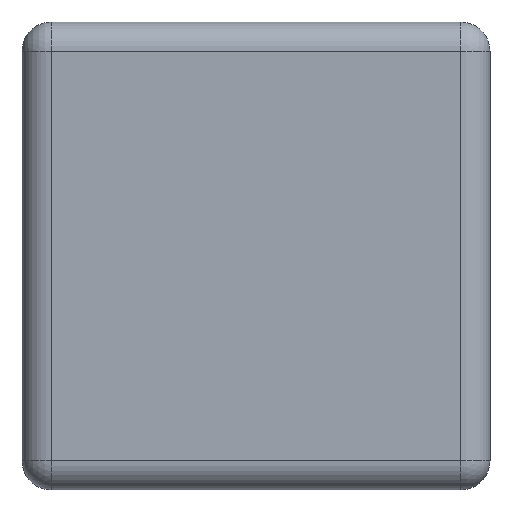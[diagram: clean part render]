
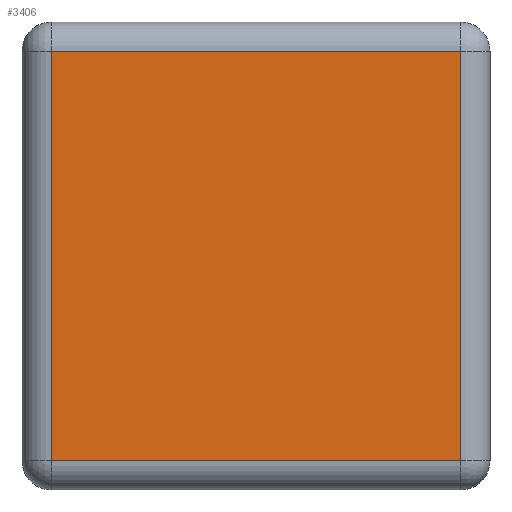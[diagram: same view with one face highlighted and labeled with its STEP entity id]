
A CAD part, left-side view. The second image highlights one B-rep face of the part: STEP entity #3406.
In plain terms, the highlighted planar face has unit normal (-1, 0, 0).
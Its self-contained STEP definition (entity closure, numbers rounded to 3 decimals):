
#55 = VERTEX_POINT ( 'NONE', #3285 ) ;
#243 = LINE ( 'NONE', #4562, #3613 ) ;
#703 = VERTEX_POINT ( 'NONE', #926 ) ;
#926 = CARTESIAN_POINT ( 'NONE',  ( -0.8, -0.35, 0.05 ) ) ;
#965 = EDGE_CURVE ( 'NONE', #55, #4457, #5053, .T. ) ;
#1004 = LINE ( 'NONE', #4339, #3346 ) ;
#1031 = ORIENTED_EDGE ( 'NONE', *, *, #965, .T. ) ;
#1105 = CARTESIAN_POINT ( 'NONE',  ( -0.8, 0.35, 0.75 ) ) ;
#1122 = VECTOR ( 'NONE', #1194, 1000. ) ;
#1194 = DIRECTION ( 'NONE',  ( 0., -1., 0. ) ) ;
#1484 = CARTESIAN_POINT ( 'NONE',  ( -0.8, -0.4, 0.8 ) ) ;
#1966 = CARTESIAN_POINT ( 'NONE',  ( -0.8, 0.4, 0.75 ) ) ;
#2079 = DIRECTION ( 'NONE',  ( 0., 0., 1. ) ) ;
#2200 = DIRECTION ( 'NONE',  ( 0., 0., -1. ) ) ;
#2247 = CARTESIAN_POINT ( 'NONE',  ( -0.8, 0.35, 0.05 ) ) ;
#2324 = ORIENTED_EDGE ( 'NONE', *, *, #3283, .T. ) ;
#2479 = LINE ( 'NONE', #2844, #1122 ) ;
#2662 = EDGE_CURVE ( 'NONE', #3901, #703, #2479, .T. ) ;
#2803 = DIRECTION ( 'NONE',  ( 0., 1., 0. ) ) ;
#2813 = PLANE ( 'NONE',  #5424 ) ;
#2844 = CARTESIAN_POINT ( 'NONE',  ( -0.8, -0.4, 0.05 ) ) ;
#3190 = FACE_OUTER_BOUND ( 'NONE', #4310, .T. ) ;
#3283 = EDGE_CURVE ( 'NONE', #4457, #3901, #1004, .T. ) ;
#3285 = CARTESIAN_POINT ( 'NONE',  ( -0.8, -0.35, 0.75 ) ) ;
#3346 = VECTOR ( 'NONE', #2200, 1000. ) ;
#3406 = ADVANCED_FACE ( 'NONE', ( #3190 ), #2813, .F. ) ;
#3613 = VECTOR ( 'NONE', #2079, 1000. ) ;
#3660 = EDGE_CURVE ( 'NONE', #703, #55, #243, .T. ) ;
#3828 = ORIENTED_EDGE ( 'NONE', *, *, #3660, .T. ) ;
#3901 = VERTEX_POINT ( 'NONE', #2247 ) ;
#4036 = DIRECTION ( 'NONE',  ( 0., 0., -1. ) ) ;
#4310 = EDGE_LOOP ( 'NONE', ( #4376, #3828, #1031, #2324 ) ) ;
#4319 = VECTOR ( 'NONE', #2803, 1000. ) ;
#4339 = CARTESIAN_POINT ( 'NONE',  ( -0.8, 0.35, 0.8 ) ) ;
#4376 = ORIENTED_EDGE ( 'NONE', *, *, #2662, .T. ) ;
#4457 = VERTEX_POINT ( 'NONE', #1105 ) ;
#4562 = CARTESIAN_POINT ( 'NONE',  ( -0.8, -0.35, 0.8 ) ) ;
#5053 = LINE ( 'NONE', #1966, #4319 ) ;
#5302 = DIRECTION ( 'NONE',  ( 1., 0., 0. ) ) ;
#5424 = AXIS2_PLACEMENT_3D ( 'NONE', #1484, #5302, #4036 ) ;
